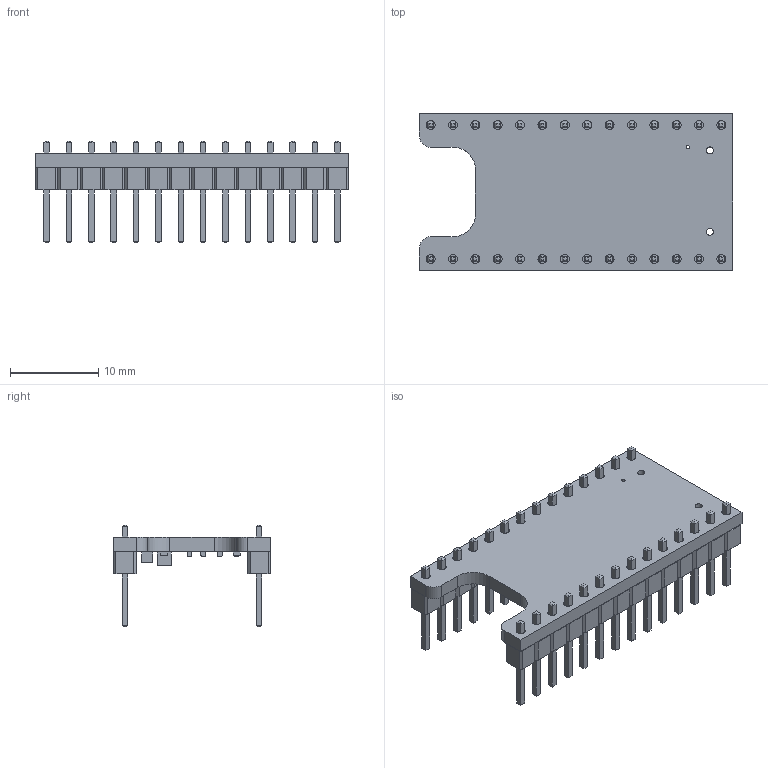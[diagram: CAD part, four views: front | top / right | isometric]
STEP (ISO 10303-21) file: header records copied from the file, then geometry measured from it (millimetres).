
FILE_DESCRIPTION(('KiCad electronic assembly'),'2;1');
FILE_NAME('TeensyView.step','2020-08-29T16:05:18',('An Author'),( 'A Company'),'Open CASCADE STEP processor 6.9', 'KiCad to STEP converter','Unknown');
FILE_SCHEMA(('AUTOMOTIVE_DESIGN { 1 0 10303 214 1 1 1 1 }'));
Length unit declared in the file: millimetre
Products named in the file (12): Open CASCADE STEP translator 6.9 1; R_0603_1608Metric; SOLID; C_1206_3216Metric; C_0805_2012Metric; C_0402_1005Metric; PinHeader_1x14_P2.54mm_Vertical; COMPOUND
Assembly tree (16 placements, depth 3):
  Open CASCADE STEP translator 6.9 1
    R_0603_1608Metric  x2
      SOLID
    C_1206_3216Metric
      SOLID
    C_0805_2012Metric
      SOLID
    C_0402_1005Metric  x4
      SOLID
    PinHeader_1x14_P2.54mm_Vertical  x2
      SOLID
    COMPOUND
Bounding box: 35.56 x 17.78 x 11.54 mm (x, y, z)
Volume: 1437.4 mm3; surface area: 2883.3 mm2
Topology: 11 solids, 11 shells, 945 faces, 2333 edges, 1478 vertices
Faces by surface type: plane 822, cylinder 123
Full cylindrical faces by diameter (mm): 0.381 x1, 0.8 x2, 1.016 x28
Entity records: 34072 total; most frequent: CARTESIAN_POINT 5251, DIRECTION 4831, LINE 3377, VECTOR 3377, ORIENTED_EDGE 2462, PCURVE 2462, DEFINITIONAL_REPRESENTATION 2462, EDGE_CURVE 1231
